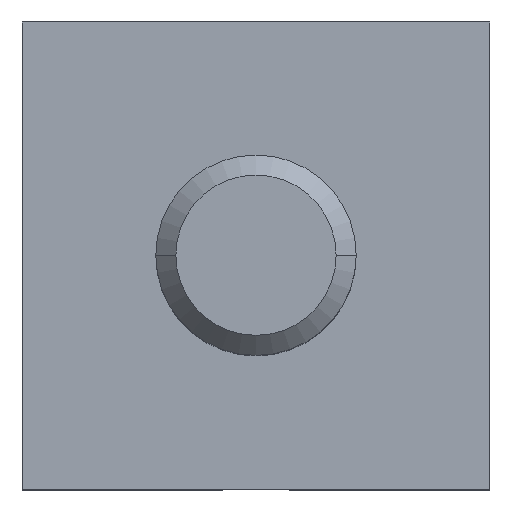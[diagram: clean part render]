
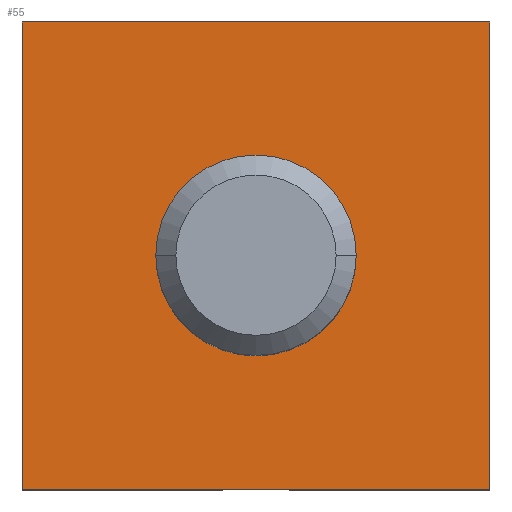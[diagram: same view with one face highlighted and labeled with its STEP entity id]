
A CAD part, top view. The second image highlights one B-rep face of the part: STEP entity #55.
In plain terms, the highlighted planar face has unit normal (0, 0, 1).
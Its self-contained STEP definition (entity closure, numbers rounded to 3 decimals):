
#1 = VECTOR ( 'NONE', #360, 1000. ) ;
#10 = EDGE_CURVE ( 'NONE', #680, #689, #717, .T. ) ;
#42 = EDGE_CURVE ( 'NONE', #605, #685, #649, .T. ) ;
#55 = ADVANCED_FACE ( 'NONE', ( #479, #475 ), #480, .F. ) ;
#83 = LINE ( 'NONE', #84, #245 ) ;
#84 = CARTESIAN_POINT ( 'NONE',  ( -3.5, -3.5, 3. ) ) ;
#85 = DIRECTION ( 'NONE',  ( 0., -1., 0. ) ) ;
#93 = CARTESIAN_POINT ( 'NONE',  ( -3.5, 3.5, 3. ) ) ;
#97 = CARTESIAN_POINT ( 'NONE',  ( 3.5, -3.5, 3. ) ) ;
#102 = CARTESIAN_POINT ( 'NONE',  ( 1.5, 0., 3. ) ) ;
#104 = CARTESIAN_POINT ( 'NONE',  ( 3.5, 3.5, 3. ) ) ;
#122 = CARTESIAN_POINT ( 'NONE',  ( -3.5, -3.5, 3. ) ) ;
#151 = LINE ( 'NONE', #152, #253 ) ;
#152 = CARTESIAN_POINT ( 'NONE',  ( -3.5, 3.5, 3. ) ) ;
#153 = DIRECTION ( 'NONE',  ( -1., 0., 0. ) ) ;
#166 = LINE ( 'NONE', #167, #261 ) ;
#167 = CARTESIAN_POINT ( 'NONE',  ( -3.5, -3.5, 3. ) ) ;
#168 = DIRECTION ( 'NONE',  ( 1., 0., 0. ) ) ;
#171 = CARTESIAN_POINT ( 'NONE',  ( 0., 0., 3. ) ) ;
#172 = DIRECTION ( 'NONE',  ( 0., 0., -1. ) ) ;
#173 = DIRECTION ( 'NONE',  ( -1., 0., 0. ) ) ;
#245 = VECTOR ( 'NONE', #85, 1000. ) ;
#253 = VECTOR ( 'NONE', #153, 1000. ) ;
#261 = VECTOR ( 'NONE', #168, 1000. ) ;
#262 = CIRCLE ( 'NONE', #264, 1.5 ) ;
#264 = AXIS2_PLACEMENT_3D ( 'NONE', #171, #172, #173 ) ;
#303 = ORIENTED_EDGE ( 'NONE', *, *, #756, .T. ) ;
#330 = ORIENTED_EDGE ( 'NONE', *, *, #42, .T. ) ;
#332 = ORIENTED_EDGE ( 'NONE', *, *, #755, .T. ) ;
#333 = ORIENTED_EDGE ( 'NONE', *, *, #750, .T. ) ;
#334 = ORIENTED_EDGE ( 'NONE', *, *, #664, .T. ) ;
#341 = ORIENTED_EDGE ( 'NONE', *, *, #10, .T. ) ;
#359 = CARTESIAN_POINT ( 'NONE',  ( 3.5, -3.5, 3. ) ) ;
#360 = DIRECTION ( 'NONE',  ( 0., 1., 0. ) ) ;
#437 = CARTESIAN_POINT ( 'NONE',  ( 0., 0., 3. ) ) ;
#438 = DIRECTION ( 'NONE',  ( 0., 0., -1. ) ) ;
#439 = DIRECTION ( 'NONE',  ( -1., 0., 0. ) ) ;
#470 = CARTESIAN_POINT ( 'NONE',  ( -3.5, 3.5, 3. ) ) ;
#475 = FACE_OUTER_BOUND ( 'NONE', #731, .T. ) ;
#479 = FACE_BOUND ( 'NONE', #713, .T. ) ;
#480 = PLANE ( 'NONE',  #609 ) ;
#482 = DIRECTION ( 'NONE',  ( 0., 0., -1. ) ) ;
#483 = DIRECTION ( 'NONE',  ( -1., 0., 0. ) ) ;
#522 = CARTESIAN_POINT ( 'NONE',  ( -1.5, 0., 3. ) ) ;
#605 = VERTEX_POINT ( 'NONE', #522 ) ;
#609 = AXIS2_PLACEMENT_3D ( 'NONE', #470, #482, #483 ) ;
#643 = AXIS2_PLACEMENT_3D ( 'NONE', #437, #438, #439 ) ;
#649 = CIRCLE ( 'NONE', #643, 1.5 ) ;
#664 = EDGE_CURVE ( 'NONE', #688, #732, #83, .T. ) ;
#680 = VERTEX_POINT ( 'NONE', #97 ) ;
#685 = VERTEX_POINT ( 'NONE', #102 ) ;
#688 = VERTEX_POINT ( 'NONE', #93 ) ;
#689 = VERTEX_POINT ( 'NONE', #104 ) ;
#713 = EDGE_LOOP ( 'NONE', ( #330, #303 ) ) ;
#717 = LINE ( 'NONE', #359, #1 ) ;
#731 = EDGE_LOOP ( 'NONE', ( #334, #332, #341, #333 ) ) ;
#732 = VERTEX_POINT ( 'NONE', #122 ) ;
#750 = EDGE_CURVE ( 'NONE', #689, #688, #151, .T. ) ;
#755 = EDGE_CURVE ( 'NONE', #732, #680, #166, .T. ) ;
#756 = EDGE_CURVE ( 'NONE', #685, #605, #262, .T. ) ;
